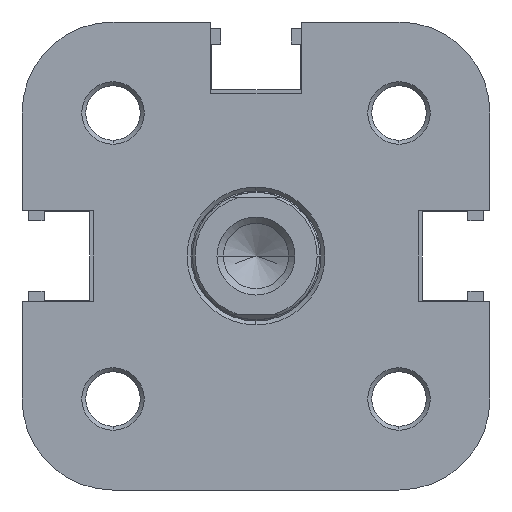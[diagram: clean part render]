
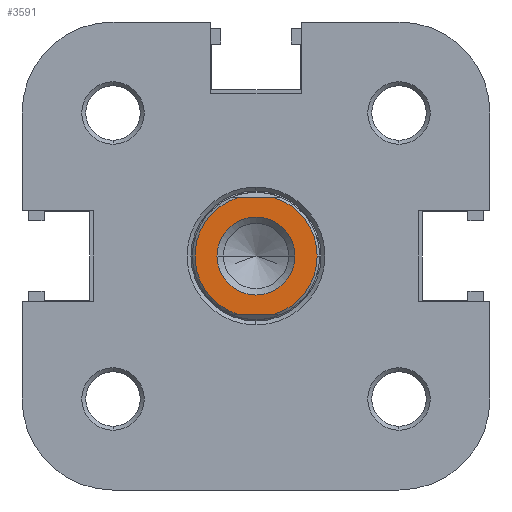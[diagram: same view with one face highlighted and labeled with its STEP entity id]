
A CAD part, left-side view. The second image highlights one B-rep face of the part: STEP entity #3591.
In plain terms, the highlighted face is planar.
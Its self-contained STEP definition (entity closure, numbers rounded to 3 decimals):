
#296 = CARTESIAN_POINT ( 'NONE',  ( 229., 4.5, 1.356 ) ) ;
#313 = CARTESIAN_POINT ( 'NONE',  ( 229., -4.5, -1.356 ) ) ;
#320 = CARTESIAN_POINT ( 'NONE',  ( 229., 4.5, -1.356 ) ) ;
#323 = CARTESIAN_POINT ( 'NONE',  ( 229., 0., -3. ) ) ;
#343 = CARTESIAN_POINT ( 'NONE',  ( 229., 0., 3. ) ) ;
#346 = CARTESIAN_POINT ( 'NONE',  ( 229., 0., -4.7 ) ) ;
#359 = CARTESIAN_POINT ( 'NONE',  ( 229., -4.5, 1.356 ) ) ;
#628 = VERTEX_POINT ( 'NONE', #359 ) ;
#641 = VERTEX_POINT ( 'NONE', #346 ) ;
#644 = VERTEX_POINT ( 'NONE', #343 ) ;
#664 = VERTEX_POINT ( 'NONE', #323 ) ;
#667 = VERTEX_POINT ( 'NONE', #320 ) ;
#674 = VERTEX_POINT ( 'NONE', #313 ) ;
#691 = VERTEX_POINT ( 'NONE', #296 ) ;
#1870 = CARTESIAN_POINT ( 'NONE',  ( 229., 0., 0. ) ) ;
#1871 = PLANE ( 'NONE',  #4341 ) ;
#1872 = DIRECTION ( 'NONE',  ( -1., 0., 0. ) ) ;
#1873 = DIRECTION ( 'NONE',  ( 0., 0., -1. ) ) ;
#2059 = CARTESIAN_POINT ( 'NONE',  ( 229., 0., 0. ) ) ;
#2061 = DIRECTION ( 'NONE',  ( -1., 0., 0. ) ) ;
#2062 = DIRECTION ( 'NONE',  ( 0., 0., -1. ) ) ;
#2401 = CARTESIAN_POINT ( 'NONE',  ( 229., 4.5, -10. ) ) ;
#2404 = DIRECTION ( 'NONE',  ( 0., 0., 1. ) ) ;
#2407 = CARTESIAN_POINT ( 'NONE',  ( 229., 0., 0. ) ) ;
#2408 = DIRECTION ( 'NONE',  ( 1., 0., 0. ) ) ;
#2409 = DIRECTION ( 'NONE',  ( 0., 0., -1. ) ) ;
#2608 = ORIENTED_EDGE ( 'NONE', *, *, #3820, .F. ) ;
#2613 = ORIENTED_EDGE ( 'NONE', *, *, #3900, .F. ) ;
#2625 = ORIENTED_EDGE ( 'NONE', *, *, #3829, .F. ) ;
#2634 = ORIENTED_EDGE ( 'NONE', *, *, #3670, .F. ) ;
#2642 = ORIENTED_EDGE ( 'NONE', *, *, #3842, .F. ) ;
#2643 = ORIENTED_EDGE ( 'NONE', *, *, #3818, .T. ) ;
#2656 = ORIENTED_EDGE ( 'NONE', *, *, #4024, .F. ) ;
#2955 = EDGE_LOOP ( 'NONE', ( #2643, #2642, #2625, #2613, #2634 ) ) ;
#2957 = EDGE_LOOP ( 'NONE', ( #2608, #2656 ) ) ;
#3591 = ADVANCED_FACE ( 'NONE', ( #4883, #4886 ), #1871, .F. ) ;
#3670 = EDGE_CURVE ( 'NONE', #667, #641, #5022, .T. ) ;
#3818 = EDGE_CURVE ( 'NONE', #667, #691, #5266, .T. ) ;
#3820 = EDGE_CURVE ( 'NONE', #644, #664, #5277, .T. ) ;
#3829 = EDGE_CURVE ( 'NONE', #674, #628, #5285, .T. ) ;
#3842 = EDGE_CURVE ( 'NONE', #628, #691, #5316, .T. ) ;
#3900 = EDGE_CURVE ( 'NONE', #641, #674, #5401, .T. ) ;
#4024 = EDGE_CURVE ( 'NONE', #664, #644, #5573, .T. ) ;
#4341 = AXIS2_PLACEMENT_3D ( 'NONE', #1870, #1872, #1873 ) ;
#4373 = AXIS2_PLACEMENT_3D ( 'NONE', #2059, #2061, #2062 ) ;
#4413 = AXIS2_PLACEMENT_3D ( 'NONE', #2407, #2408, #2409 ) ;
#4414 = AXIS2_PLACEMENT_3D ( 'NONE', #5633, #5641, #5642 ) ;
#4444 = AXIS2_PLACEMENT_3D ( 'NONE', #5774, #5787, #5788 ) ;
#4504 = AXIS2_PLACEMENT_3D ( 'NONE', #6101, #6109, #6110 ) ;
#4883 = FACE_BOUND ( 'NONE', #2957, .T. ) ;
#4886 = FACE_OUTER_BOUND ( 'NONE', #2955, .T. ) ;
#5022 = CIRCLE ( 'NONE', #4373, 4.7 ) ;
#5266 = LINE ( 'NONE', #2401, #5270 ) ;
#5270 = VECTOR ( 'NONE', #2404, 1000. ) ;
#5277 = CIRCLE ( 'NONE', #4413, 3. ) ;
#5285 = LINE ( 'NONE', #5610, #5290 ) ;
#5290 = VECTOR ( 'NONE', #5613, 1000. ) ;
#5316 = CIRCLE ( 'NONE', #4414, 4.7 ) ;
#5401 = CIRCLE ( 'NONE', #4444, 4.7 ) ;
#5573 = CIRCLE ( 'NONE', #4504, 3. ) ;
#5610 = CARTESIAN_POINT ( 'NONE',  ( 229., -4.5, -10. ) ) ;
#5613 = DIRECTION ( 'NONE',  ( 0., 0., 1. ) ) ;
#5633 = CARTESIAN_POINT ( 'NONE',  ( 229., 0., 0. ) ) ;
#5641 = DIRECTION ( 'NONE',  ( -1., 0., 0. ) ) ;
#5642 = DIRECTION ( 'NONE',  ( 0., 0., -1. ) ) ;
#5774 = CARTESIAN_POINT ( 'NONE',  ( 229., 0., 0. ) ) ;
#5787 = DIRECTION ( 'NONE',  ( -1., 0., 0. ) ) ;
#5788 = DIRECTION ( 'NONE',  ( 0., 0., -1. ) ) ;
#6101 = CARTESIAN_POINT ( 'NONE',  ( 229., 0., 0. ) ) ;
#6109 = DIRECTION ( 'NONE',  ( 1., 0., 0. ) ) ;
#6110 = DIRECTION ( 'NONE',  ( 0., 0., -1. ) ) ;
